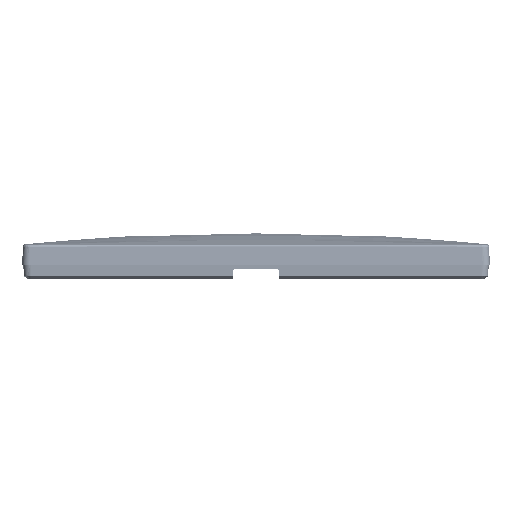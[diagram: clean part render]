
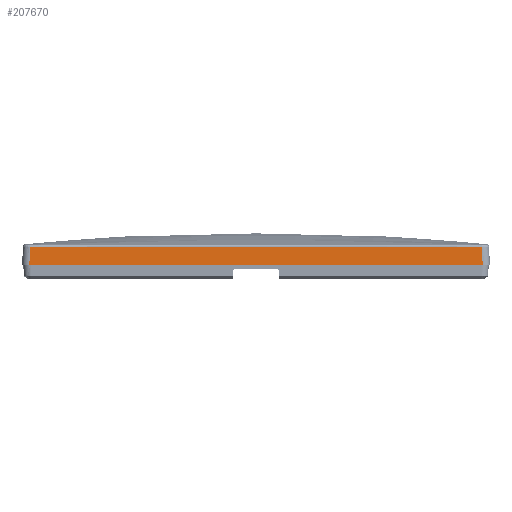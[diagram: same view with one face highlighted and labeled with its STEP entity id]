
A CAD part, left-side view. The second image highlights one B-rep face of the part: STEP entity #207670.
In plain terms, the highlighted planar face has unit normal (-0.999, 0, 0.052).
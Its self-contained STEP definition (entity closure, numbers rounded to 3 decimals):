
#207658=AXIS2_PLACEMENT_3D('Plane Axis2P3D',#207655,#207656,#207657) ;
#141655=CARTESIAN_POINT('Vertex',(66.47,7.47,41.732)) ;
#141658=CARTESIAN_POINT('Line Origine',(66.47,51.072,41.732)) ;
#141662=CARTESIAN_POINT('Vertex',(66.47,94.674,41.732)) ;
#207368=CARTESIAN_POINT('Vertex',(66.65,7.65,45.165)) ;
#207412=CARTESIAN_POINT('Line Origine',(66.506,94.638,42.422)) ;
#207416=CARTESIAN_POINT('Vertex',(66.65,94.494,45.165)) ;
#207590=CARTESIAN_POINT('Control Point',(66.65,94.494,45.165)) ;
#207591=CARTESIAN_POINT('Control Point',(66.65,91.954,45.174)) ;
#207592=CARTESIAN_POINT('Control Point',(66.65,89.414,45.182)) ;
#207593=CARTESIAN_POINT('Control Point',(66.651,87.327,45.188)) ;
#207594=CARTESIAN_POINT('Control Point',(66.651,82.285,45.201)) ;
#207595=CARTESIAN_POINT('Control Point',(66.652,77.242,45.213)) ;
#207596=CARTESIAN_POINT('Control Point',(66.652,75.006,45.217)) ;
#207597=CARTESIAN_POINT('Control Point',(66.653,67.583,45.23)) ;
#207598=CARTESIAN_POINT('Control Point',(66.653,60.16,45.237)) ;
#207599=CARTESIAN_POINT('Control Point',(66.653,55.348,45.239)) ;
#207600=CARTESIAN_POINT('Control Point',(66.653,47.967,45.24)) ;
#207601=CARTESIAN_POINT('Control Point',(66.653,40.587,45.235)) ;
#207602=CARTESIAN_POINT('Control Point',(66.653,38.18,45.233)) ;
#207603=CARTESIAN_POINT('Control Point',(66.653,33.234,45.227)) ;
#207604=CARTESIAN_POINT('Control Point',(66.652,28.289,45.22)) ;
#207605=CARTESIAN_POINT('Control Point',(66.652,25.985,45.215)) ;
#207606=CARTESIAN_POINT('Control Point',(66.652,22.275,45.207)) ;
#207607=CARTESIAN_POINT('Control Point',(66.651,18.564,45.198)) ;
#207608=CARTESIAN_POINT('Control Point',(66.651,17.339,45.195)) ;
#207609=CARTESIAN_POINT('Control Point',(66.651,14.901,45.188)) ;
#207610=CARTESIAN_POINT('Control Point',(66.65,12.462,45.181)) ;
#207611=CARTESIAN_POINT('Control Point',(66.65,11.195,45.177)) ;
#207612=CARTESIAN_POINT('Control Point',(66.65,9.758,45.172)) ;
#207613=CARTESIAN_POINT('Control Point',(66.65,8.322,45.167)) ;
#207614=CARTESIAN_POINT('Control Point',(66.65,8.099,45.167)) ;
#207615=CARTESIAN_POINT('Control Point',(66.65,7.875,45.166)) ;
#207616=CARTESIAN_POINT('Control Point',(66.65,7.65,45.165)) ;
#207655=CARTESIAN_POINT('Axis2P3D Location',(66.47,51.072,41.732)) ;
#207661=CARTESIAN_POINT('Control Point',(66.47,7.47,41.732)) ;
#207662=CARTESIAN_POINT('Control Point',(66.65,7.65,45.165)) ;
#141659=DIRECTION('Vector Direction',(0.,1.,0.)) ;
#207413=DIRECTION('Vector Direction',(0.052,-0.052,0.997)) ;
#207656=DIRECTION('Axis2P3D Direction',(-0.999,0.,0.052)) ;
#207657=DIRECTION('Axis2P3D XDirection',(0.,1.,0.)) ;
#141660=VECTOR('Line Direction',#141659,1.) ;
#207414=VECTOR('Line Direction',#207413,1.) ;
#207665=ORIENTED_EDGE('',*,*,#207663,.T.) ;
#207666=ORIENTED_EDGE('',*,*,#207617,.F.) ;
#207667=ORIENTED_EDGE('',*,*,#207418,.F.) ;
#207668=ORIENTED_EDGE('',*,*,#141664,.F.) ;
#207670=ADVANCED_FACE('PartBody',(#207669),#207659,.T.) ;
#207589=B_SPLINE_CURVE_WITH_KNOTS('',5,(#207590,#207591,#207592,#207593,#207594,#207595,#207596,#207597,#207598,#207599,#207600,#207601,#207602,#207603,#207604,#207605,#207606,#207607,#207608,#207609,#207610,#207611,#207612,#207613,#207614,#207615,#207616),.UNSPECIFIED.,.F.,.U.,(6,3,3,3,3,3,3,3,6),(27.393,45.364,63.071,97.884,115.288,132.875,141.54,150.128,151.703),.UNSPECIFIED.) ;
#207660=B_SPLINE_CURVE_WITH_KNOTS('',1,(#207661,#207662),.UNSPECIFIED.,.F.,.U.,(2,2),(-0.691,2.751),.UNSPECIFIED.) ;
#141664=EDGE_CURVE('',#141656,#141663,#141661,.T.) ;
#207418=EDGE_CURVE('',#141663,#207417,#207415,.T.) ;
#207617=EDGE_CURVE('',#207417,#207369,#207589,.T.) ;
#207663=EDGE_CURVE('',#141656,#207369,#207660,.T.) ;
#207664=EDGE_LOOP('',(#207665,#207666,#207667,#207668)) ;
#207669=FACE_OUTER_BOUND('',#207664,.T.) ;
#141661=LINE('Line',#141658,#141660) ;
#207415=LINE('Line',#207412,#207414) ;
#207659=PLANE('',#207658) ;
#141656=VERTEX_POINT('',#141655) ;
#141663=VERTEX_POINT('',#141662) ;
#207369=VERTEX_POINT('',#207368) ;
#207417=VERTEX_POINT('',#207416) ;
